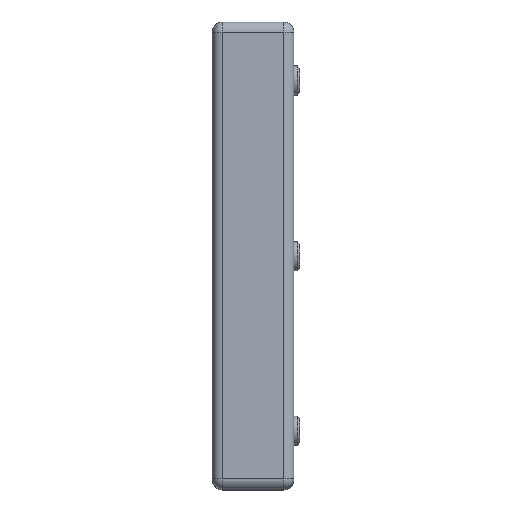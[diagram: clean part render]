
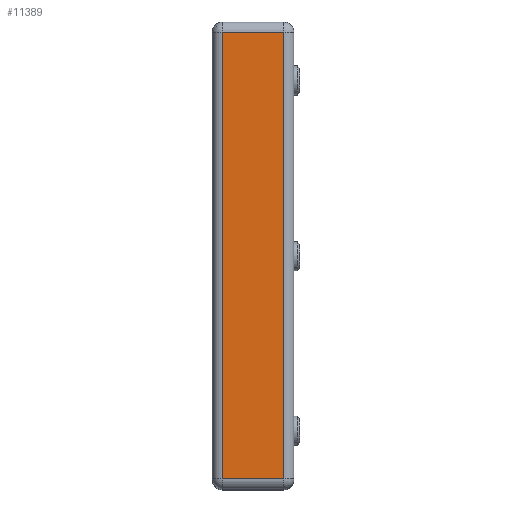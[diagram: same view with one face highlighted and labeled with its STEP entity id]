
A CAD part, top view. The second image highlights one B-rep face of the part: STEP entity #11389.
In plain terms, the highlighted face is planar.
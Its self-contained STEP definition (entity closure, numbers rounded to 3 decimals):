
#11052=CARTESIAN_POINT('',(10.5,76.5,-4.0));
#11053=VERTEX_POINT('',#11052);
#11061=CARTESIAN_POINT('',(-10.5,76.5,-4.0));
#11062=VERTEX_POINT('',#11061);
#11063=CARTESIAN_POINT('',(10.5,76.5,-4.0));
#11064=DIRECTION('',(-1.0,0.0,0.0));
#11065=VECTOR('',#11064,21.);
#11066=LINE('',#11063,#11065);
#11067=EDGE_CURVE('',#11053,#11062,#11066,.T.);
#11101=CARTESIAN_POINT('',(-10.5,-76.5,-4.0));
#11102=VERTEX_POINT('',#11101);
#11103=CARTESIAN_POINT('',(-10.5,76.5,-4.0));
#11104=DIRECTION('',(0.0,-1.0,0.0));
#11105=VECTOR('',#11104,153.0);
#11106=LINE('',#11103,#11105);
#11107=EDGE_CURVE('',#11062,#11102,#11106,.T.);
#11141=CARTESIAN_POINT('',(10.5,-76.5,-4.0));
#11142=VERTEX_POINT('',#11141);
#11143=CARTESIAN_POINT('',(-10.5,-76.5,-4.0));
#11144=DIRECTION('',(1.0,0.0,0.0));
#11145=VECTOR('',#11144,21.);
#11146=LINE('',#11143,#11145);
#11147=EDGE_CURVE('',#11102,#11142,#11146,.T.);
#11198=CARTESIAN_POINT('',(10.5,-76.5,-4.0));
#11199=DIRECTION('',(0.0,1.0,0.0));
#11200=VECTOR('',#11199,153.0);
#11201=LINE('',#11198,#11200);
#11202=EDGE_CURVE('',#11142,#11053,#11201,.T.);
#11378=CARTESIAN_POINT('',(0.0,0.,-4.0));
#11379=DIRECTION('',(0.0,0.0,1.0));
#11380=DIRECTION('',(1.0,0.0,0.0));
#11381=AXIS2_PLACEMENT_3D('',#11378,#11379,#11380);
#11382=PLANE('',#11381);
#11383=ORIENTED_EDGE('',*,*,#11067,.F.);
#11384=ORIENTED_EDGE('',*,*,#11202,.F.);
#11385=ORIENTED_EDGE('',*,*,#11147,.F.);
#11386=ORIENTED_EDGE('',*,*,#11107,.F.);
#11387=EDGE_LOOP('',(#11383,#11384,#11385,#11386));
#11388=FACE_OUTER_BOUND('',#11387,.T.);
#11389=ADVANCED_FACE('',(#11388),#11382,.F.);
